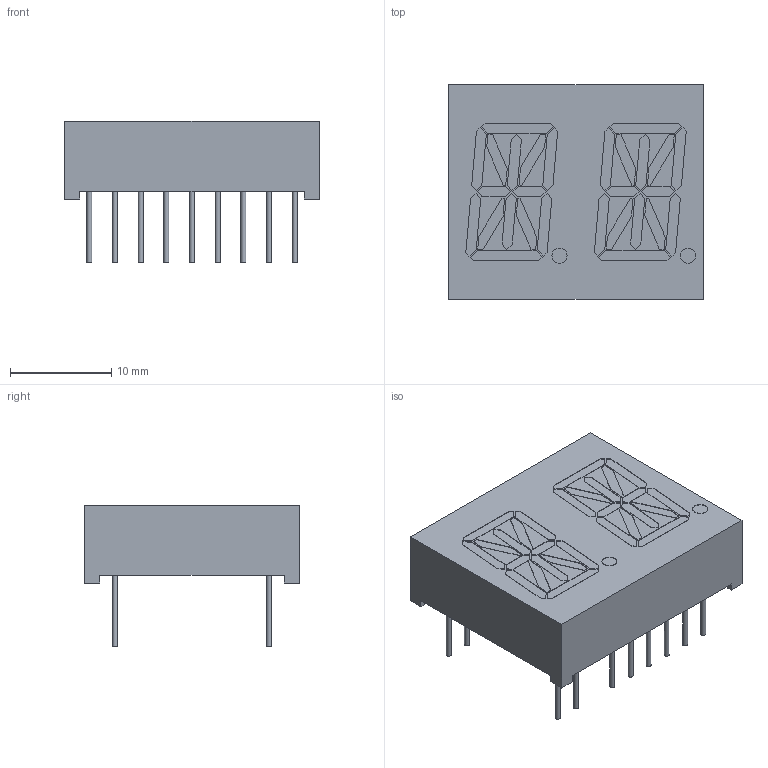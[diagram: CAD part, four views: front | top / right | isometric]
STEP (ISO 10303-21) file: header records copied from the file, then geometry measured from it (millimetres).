
FILE_DESCRIPTION(('FreeCAD Model'),'2;1');
FILE_NAME('Open CASCADE Shape Model','2023-05-08T20:17:55',(''),(''), 'Open CASCADE STEP processor 7.6','FreeCAD','Unknown');
FILE_SCHEMA(('AUTOMOTIVE_DESIGN { 1 0 10303 214 1 1 1 1 }'));
Length unit declared in the file: millimetre
Products named in the file (3): 5421-14-Segment-LED; Body001; Body002
Assembly tree (2 placements, depth 2):
  5421-14-Segment-LED
    Body001
    Body002
Bounding box: 25.2 x 21.2 x 14 mm (x, y, z)
Volume: 4173.5 mm3; surface area: 2930 mm2
Topology: 2 solids, 2 shells, 267 faces, 648 edges, 432 vertices
Faces by surface type: plane 247, cylinder 20
Full cylindrical faces by diameter (mm): 0.5 x17, 1 x1, 1.5 x2
Entity records: 16484 total; most frequent: CARTESIAN_POINT 2808, DIRECTION 2497, LINE 1864, VECTOR 1864, ORIENTED_EDGE 1296, PCURVE 1296, DEFINITIONAL_REPRESENTATION 1296, EDGE_CURVE 648
